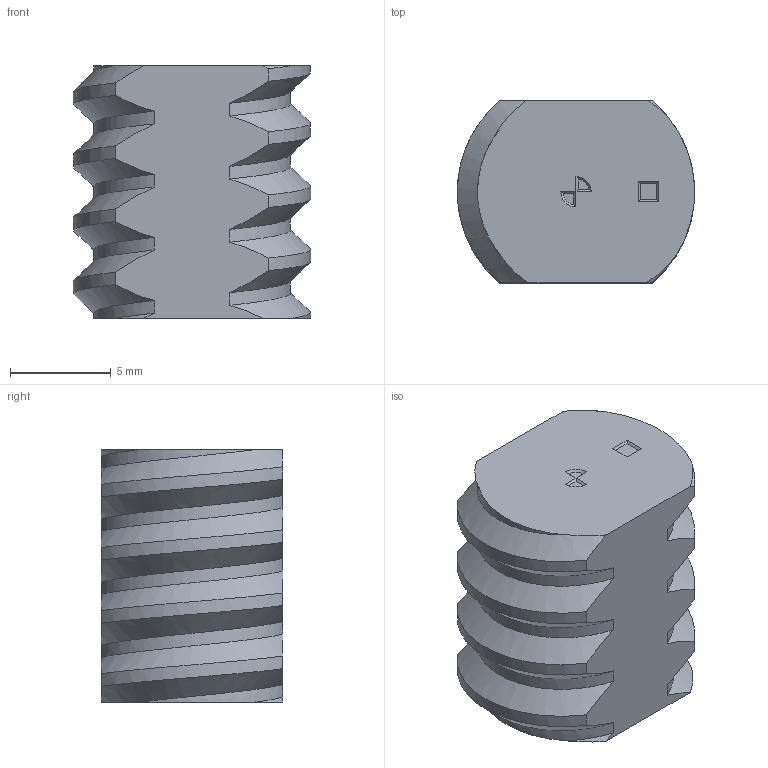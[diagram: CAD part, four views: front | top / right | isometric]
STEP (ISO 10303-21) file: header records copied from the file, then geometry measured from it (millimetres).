
FILE_DESCRIPTION(/* description */ (''),/* implementation_level */ '2;1');
FILE_NAME(/* name */ 'BL HOR 12.5 Mark_Positive.step',/* time_stamp */ '2025-07-06T18:18:26+02:00',/* author */ (''),/* organization */ (''),/* preprocessor_version */ 'ST-DEVELOPER v20.1',/* originating_system */ 'Autodesk Translation Framework v14.10.0.0',/* authorisation */ '');
FILE_SCHEMA (('AUTOMOTIVE_DESIGN { 1 0 10303 214 3 1 1 }'));
Length unit declared in the file: millimetre
Products named in the file (1): BL Hor 20 Mark
Bounding box: 11.75 x 9 x 12.5 mm (x, y, z)
Volume: 1044.7 mm3; surface area: 656.1 mm2
Topology: 1 solids, 1 shells, 55 faces, 150 edges, 99 vertices
Faces by surface type: bspline 29, plane 15, cylinder 9, cone 2
Entity records: 3128 total; most frequent: CARTESIAN_POINT 1982, ORIENTED_EDGE 300, EDGE_CURVE 150, DIRECTION 108, VERTEX_POINT 99, B_SPLINE_CURVE_WITH_KNOTS 98, EDGE_LOOP 57, FACE_OUTER_BOUND 55
